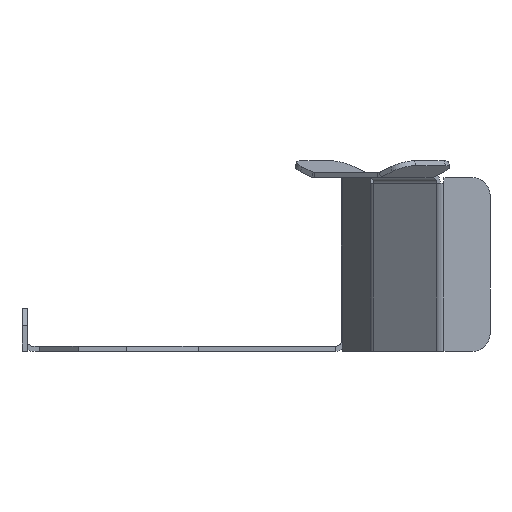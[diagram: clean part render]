
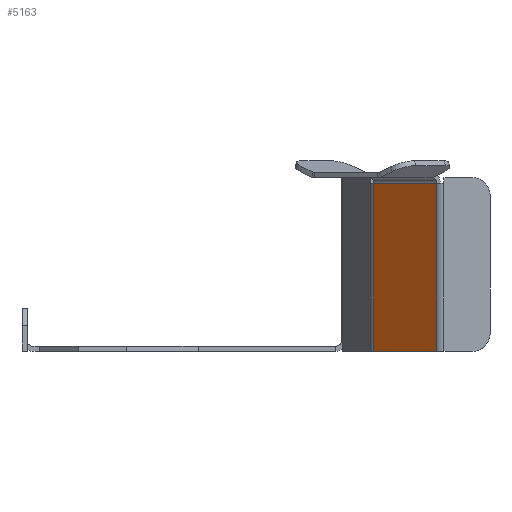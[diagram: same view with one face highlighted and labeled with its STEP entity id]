
A CAD part, left-side view. The second image highlights one B-rep face of the part: STEP entity #5163.
In plain terms, the highlighted planar face has unit normal (-0.754, 0.657, 0).
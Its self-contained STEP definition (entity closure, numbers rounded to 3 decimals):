
#244 = FACE_OUTER_BOUND ( 'NONE', #678, .T. ) ;
#248 = EDGE_CURVE ( 'NONE', #3880, #1899, #3961, .T. ) ;
#418 = ORIENTED_EDGE ( 'NONE', *, *, #248, .F. ) ;
#479 = CARTESIAN_POINT ( 'NONE',  ( -131.448, -55.22, 0. ) ) ;
#678 = EDGE_LOOP ( 'NONE', ( #2155, #418, #5049, #4717 ) ) ;
#732 = EDGE_CURVE ( 'NONE', #3880, #1042, #4641, .T. ) ;
#772 = DIRECTION ( 'NONE',  ( -0.754, 0.657, 0. ) ) ;
#836 = DIRECTION ( 'NONE',  ( -0.657, -0.754, 0. ) ) ;
#976 = VECTOR ( 'NONE', #836, 1000. ) ;
#1042 = VERTEX_POINT ( 'NONE', #4434 ) ;
#1090 = VERTEX_POINT ( 'NONE', #479 ) ;
#1107 = DIRECTION ( 'NONE',  ( 0.657, 0.754, 0. ) ) ;
#1868 = LINE ( 'NONE', #5594, #5252 ) ;
#1899 = VERTEX_POINT ( 'NONE', #5423 ) ;
#1906 = EDGE_CURVE ( 'NONE', #1899, #1090, #1868, .T. ) ;
#2155 = ORIENTED_EDGE ( 'NONE', *, *, #1906, .F. ) ;
#2314 = VECTOR ( 'NONE', #2442, 1000. ) ;
#2335 = DIRECTION ( 'NONE',  ( 0., 0., -1. ) ) ;
#2442 = DIRECTION ( 'NONE',  ( 0., 0., -1. ) ) ;
#2830 = VECTOR ( 'NONE', #1107, 1000. ) ;
#2858 = CARTESIAN_POINT ( 'NONE',  ( -98.493, -17.434, 0. ) ) ;
#3006 = CARTESIAN_POINT ( 'NONE',  ( -98.493, -17.434, 100.5 ) ) ;
#3388 = DIRECTION ( 'NONE',  ( -0.657, -0.754, 0. ) ) ;
#3636 = AXIS2_PLACEMENT_3D ( 'NONE', #3006, #772, #3388 ) ;
#3756 = LINE ( 'NONE', #2858, #2830 ) ;
#3759 = CARTESIAN_POINT ( 'NONE',  ( -99.554, -18.651, 100.5 ) ) ;
#3840 = PLANE ( 'NONE',  #3636 ) ;
#3880 = VERTEX_POINT ( 'NONE', #5266 ) ;
#3961 = LINE ( 'NONE', #4023, #976 ) ;
#4023 = CARTESIAN_POINT ( 'NONE',  ( -99.554, -18.651, 97.2 ) ) ;
#4434 = CARTESIAN_POINT ( 'NONE',  ( -99.554, -18.651, 0. ) ) ;
#4531 = EDGE_CURVE ( 'NONE', #1090, #1042, #3756, .T. ) ;
#4641 = LINE ( 'NONE', #3759, #2314 ) ;
#4717 = ORIENTED_EDGE ( 'NONE', *, *, #4531, .F. ) ;
#5049 = ORIENTED_EDGE ( 'NONE', *, *, #732, .T. ) ;
#5163 = ADVANCED_FACE ( 'NONE', ( #244 ), #3840, .T. ) ;
#5252 = VECTOR ( 'NONE', #2335, 1000. ) ;
#5266 = CARTESIAN_POINT ( 'NONE',  ( -99.554, -18.651, 97.2 ) ) ;
#5423 = CARTESIAN_POINT ( 'NONE',  ( -131.448, -55.22, 97.2 ) ) ;
#5594 = CARTESIAN_POINT ( 'NONE',  ( -131.448, -55.22, 100.5 ) ) ;
